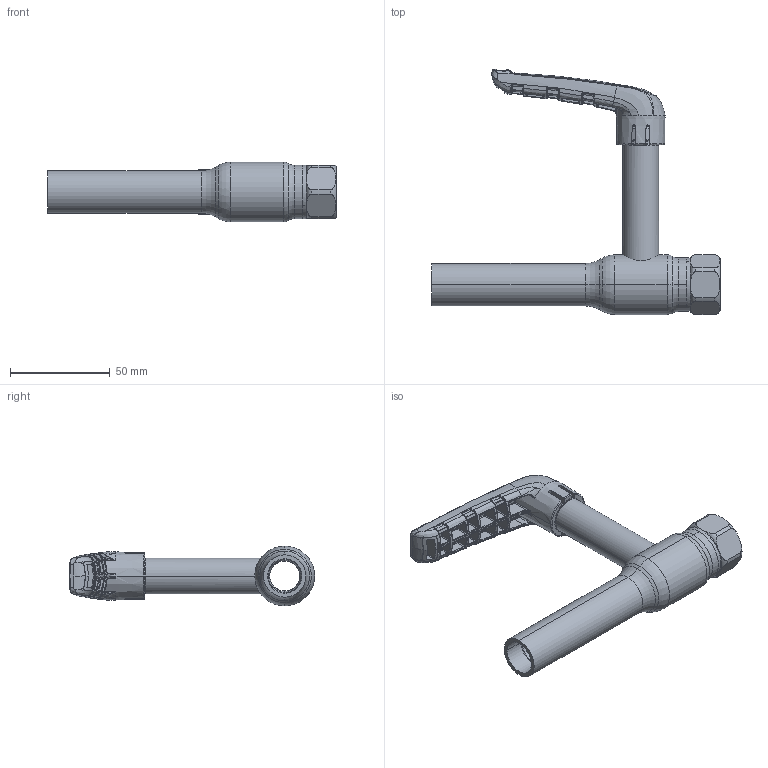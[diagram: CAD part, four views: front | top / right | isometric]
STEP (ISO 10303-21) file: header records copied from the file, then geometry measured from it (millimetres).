
FILE_DESCRIPTION (( 'STEP AP214' ), '1' );
FILE_NAME ('1015003601-2101.STEP', '2019-10-31T08:27:03', ( '' ), ( '' ), 'SwSTEP 2.0', 'SolidWorks 2017', '' );
FILE_SCHEMA (( 'AUTOMOTIVE_DESIGN' ));
Length unit declared in the file: millimetre
Products named in the file (19): 9015020000-1; 9015500002_9015500002-Black; 1015003601-2_Finished open; 1015003601_002 Finished - OPEN; 9015170000; 9015410000; 9015520001; 9015003609_007 Finished - OPEN; 1015003601-2101; 9015180001; 9015000101_Inserted; 9015000107_Open; 9015090000_Uden snap; 92A5045; 9015013600_005 Endfinishing; 9020050001_Uden snap; 9015140000; 9015520000_9015520000-Red; 9015130000_20) Pipe assembly
Assembly tree (22 placements, depth 6):
  1015003601-2101
    1015003601-2_Finished open
      1015003601_002 Finished - OPEN
        9015003609_007 Finished - OPEN
          9015013600_005 Endfinishing
          9015020000-1
          9015000101_Inserted  x2
            9015130000_20) Pipe assembly
            9015140000
          9015000107_Open
            9015090000_Uden snap
            92A5045  x2
            9015170000
            9015180001  x3
            9020050001_Uden snap
        9015410000
    9015500002_9015500002-Black
    9015520001
      9015520000_9015520000-Red
Bounding box: 145 x 123.08 x 30 mm (x, y, z)
Volume: 64069 mm3; surface area: 59176.6 mm2
Topology: 18 solids, 18 shells, 1945 faces, 4705 edges, 2776 vertices
Faces by surface type: bspline 1052, plane 350, cylinder 275, cone 131, torus 121, sphere 16
Entity records: 90343 total; most frequent: CARTESIAN_POINT 54012, ORIENTED_EDGE 8938, DIRECTION 4897, EDGE_CURVE 4469, VERTEX_POINT 2662, B_SPLINE_CURVE_WITH_KNOTS 2392, AXIS2_PLACEMENT_3D 2024, EDGE_LOOP 1919
